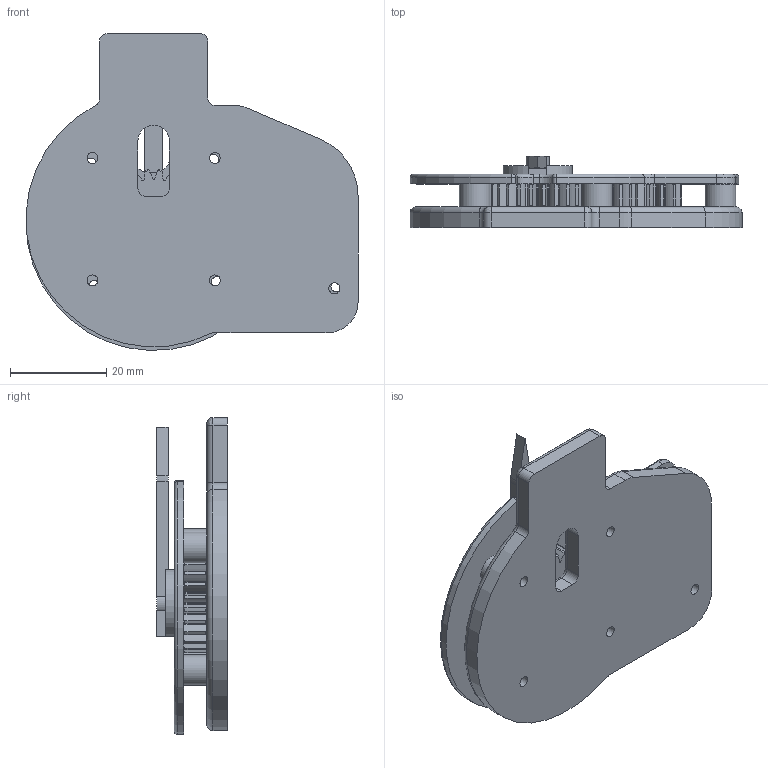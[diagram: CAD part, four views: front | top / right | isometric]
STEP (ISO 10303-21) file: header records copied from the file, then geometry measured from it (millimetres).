
FILE_DESCRIPTION(/* description */ (''),/* implementation_level */ '2;1');
FILE_NAME(/* name */ 'CammengaAddon v46 v1.step',/* time_stamp */ '2023-10-10T12:39:11-04:00',/* author */ (''),/* organization */ (''),/* preprocessor_version */ 'ST-DEVELOPER v20',/* originating_system */ 'Autodesk Translation Framework v12.14.0.127',/* authorisation */ '');
FILE_SCHEMA (('AUTOMOTIVE_DESIGN { 1 0 10303 214 3 1 1 }'));
Length unit declared in the file: inch
Products named in the file (9): CammengaAddon v46; CammengaAddon v46_1; 2662N14_20 Degree Pressure Angle Plastic Gear; 2662N15_20 Degree Pressure Angle Plastic Gear; FacePlateDesign; 2662N14_20 Degree Pressure Angle Plastic Gear (2); HelioVector Pointer; 12 Hour Dial 25mm By 2mm; Top Retainer Plate
Assembly tree (8 placements, depth 3):
  CammengaAddon v46
    CammengaAddon v46_1
      2662N14_20 Degree Pressure Angle Plastic Gear
      2662N15_20 Degree Pressure Angle Plastic Gear
      FacePlateDesign
      2662N14_20 Degree Pressure Angle Plastic Gear (2)
      HelioVector Pointer
      12 Hour Dial 25mm By 2mm
      Top Retainer Plate
Bounding box: 68.89 x 14.73 x 65.73 mm (x, y, z)
Volume: 21824.4 mm3; surface area: 18193.4 mm2
Topology: 7 solids, 7 shells, 1964 faces, 5396 edges, 3548 vertices
Faces by surface type: plane 732, bspline 712, cylinder 366, torus 154
Full cylindrical faces by diameter (mm): 2.261 x10, 3.969 x4, 4.762 x2, 6.35 x5, 14.267 x1, 25 x2
Entity records: 71263 total; most frequent: CARTESIAN_POINT 25214, ORIENTED_EDGE 10794, DIRECTION 7474, EDGE_CURVE 5397, VERTEX_POINT 3548, LINE 2706, VECTOR 2706, AXIS2_PLACEMENT_3D 2384
